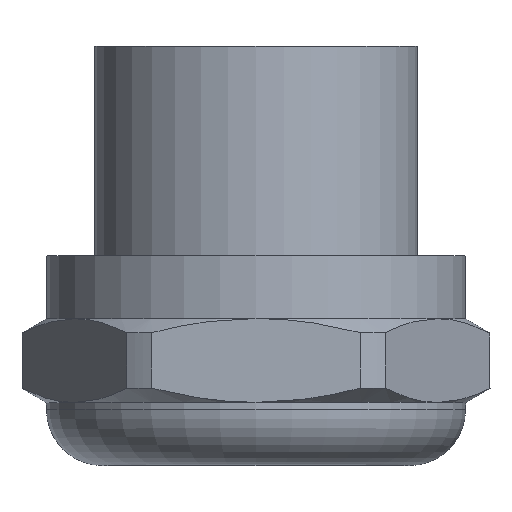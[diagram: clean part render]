
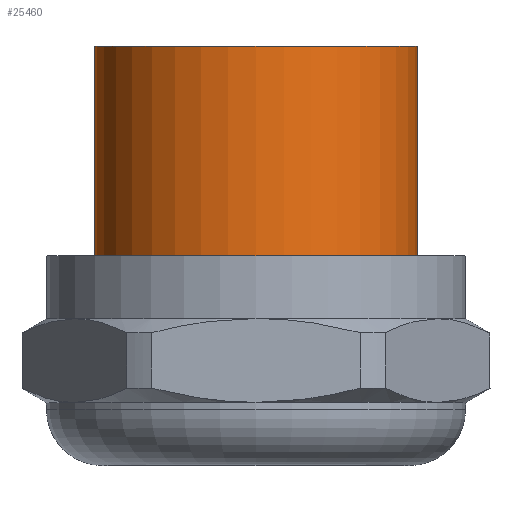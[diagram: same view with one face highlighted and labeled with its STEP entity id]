
A CAD part, top view. The second image highlights one B-rep face of the part: STEP entity #25460.
In plain terms, the highlighted cylindrical face has radius 11.55 mm (diameter 23.1 mm), a partial arc.
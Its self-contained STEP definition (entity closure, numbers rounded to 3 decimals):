
#23110=CARTESIAN_POINT('',(0.,0.,4.));
#23120=DIRECTION('',(0.,0.,-1.));
#23130=DIRECTION('',(-1.,0.,0.));
#23140=AXIS2_PLACEMENT_3D('',#23110,#23120,#23130);
#23150=CIRCLE('',#23140,11.55);
#23180=CARTESIAN_POINT('',(-11.55,0.,4.));
#23190=VERTEX_POINT('',#23180);
#23220=CARTESIAN_POINT('',(11.55,0.,4.));
#23230=VERTEX_POINT('',#23220);
#23240=EDGE_CURVE('',#23190,#23230,#23150,.T.);
#23490=CARTESIAN_POINT('',(11.55,0.,-6.));
#23500=DIRECTION('',(0.,0.,-1.));
#23510=VECTOR('',#23500,1.);
#23520=LINE('',#23490,#23510);
#23530=CARTESIAN_POINT('',(11.55,0.,-15.));
#23540=VERTEX_POINT('',#23530);
#23550=EDGE_CURVE('',#23230,#23540,#23520,.T.);
#23570=CARTESIAN_POINT('',(0.,0.,-15.));
#23580=DIRECTION('',(0.,0.,-1.));
#23590=DIRECTION('',(-1.,0.,0.));
#23600=AXIS2_PLACEMENT_3D('',#23570,#23580,#23590);
#23610=CIRCLE('',#23600,11.55);
#23660=CARTESIAN_POINT('',(-11.55,0.,-15.));
#23670=VERTEX_POINT('',#23660);
#23700=CARTESIAN_POINT('',(-11.55,0.,-6.));
#23710=DIRECTION('',(0.,0.,-1.));
#23720=VECTOR('',#23710,1.);
#23730=LINE('',#23700,#23720);
#23740=EDGE_CURVE('',#23190,#23670,#23730,.T.);
#23930=EDGE_CURVE('',#23670,#23540,#23610,.T.);
#25350=CARTESIAN_POINT('',(0.,0.,-6.));
#25360=DIRECTION('',(0.,0.,-1.));
#25370=DIRECTION('',(-1.,0.,0.));
#25380=AXIS2_PLACEMENT_3D('',#25350,#25360,#25370);
#25390=CYLINDRICAL_SURFACE('',#25380,11.55);
#25400=ORIENTED_EDGE('',*,*,#23930,.F.);
#25410=ORIENTED_EDGE('',*,*,#23550,.T.);
#25420=ORIENTED_EDGE('',*,*,#23240,.T.);
#25430=ORIENTED_EDGE('',*,*,#23740,.F.);
#25440=EDGE_LOOP('',(#25430,#25420,#25410,#25400));
#25450=FACE_OUTER_BOUND('',#25440,.T.);
#25460=ADVANCED_FACE('',(#25450),#25390,.T.);
